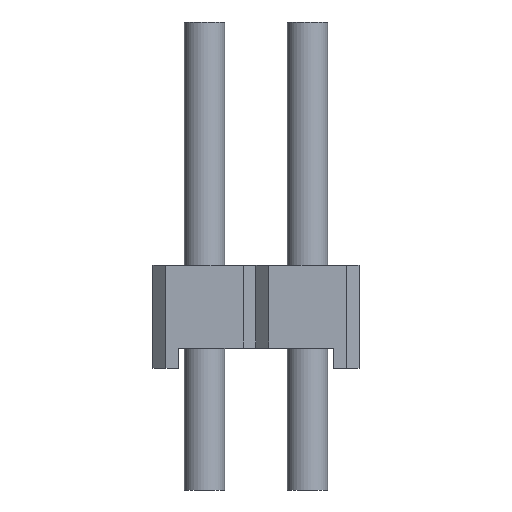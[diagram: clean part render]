
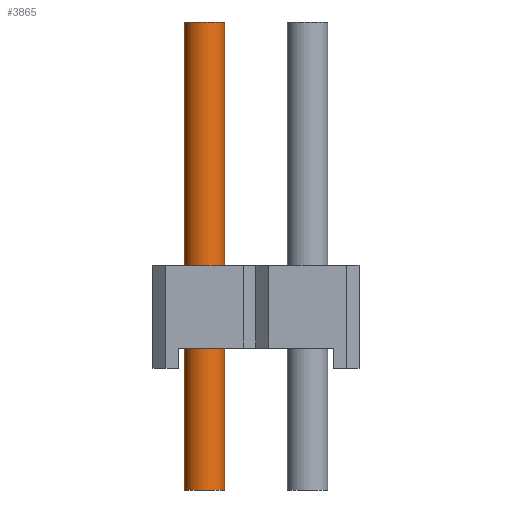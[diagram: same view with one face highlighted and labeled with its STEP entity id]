
A CAD part, left-side view. The second image highlights one B-rep face of the part: STEP entity #3865.
In plain terms, the highlighted cylindrical face has radius 0.5 mm (diameter 1 mm), a full revolution.
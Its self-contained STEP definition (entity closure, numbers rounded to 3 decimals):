
#2156=ORIENTED_EDGE('',*,*,#2704,.F.);
#2157=ORIENTED_EDGE('',*,*,#2705,.T.);
#2704=EDGE_CURVE('',#3070,#3070,#3184,.T.);
#2705=EDGE_CURVE('',#3071,#3071,#3185,.T.);
#3070=VERTEX_POINT('',#6417);
#3071=VERTEX_POINT('',#6419);
#3184=CIRCLE('',#4217,0.5);
#3185=CIRCLE('',#4218,0.5);
#3400=EDGE_LOOP('',(#2156));
#3401=EDGE_LOOP('',(#2157));
#3616=FACE_BOUND('',#3400,.T.);
#3617=FACE_BOUND('',#3401,.T.);
#3678=CYLINDRICAL_SURFACE('',#4216,0.5);
#3865=ADVANCED_FACE('',(#3616,#3617),#3678,.F.);
#4216=AXIS2_PLACEMENT_3D('',#6415,#5283,#5284);
#4217=AXIS2_PLACEMENT_3D('',#6416,#5285,#5286);
#4218=AXIS2_PLACEMENT_3D('',#6418,#5287,#5288);
#5283=DIRECTION('',(0.,0.,1.));
#5284=DIRECTION('',(1.,0.,0.));
#5285=DIRECTION('',(0.,0.,-1.));
#5286=DIRECTION('',(1.,0.,0.));
#5287=DIRECTION('',(0.,0.,-1.));
#5288=DIRECTION('',(1.,0.,0.));
#6415=CARTESIAN_POINT('',(0.,0.,0.));
#6416=CARTESIAN_POINT('',(0.,0.,11.54));
#6417=CARTESIAN_POINT('',(0.5,0.,11.54));
#6418=CARTESIAN_POINT('',(0.,0.,0.));
#6419=CARTESIAN_POINT('',(0.5,0.,0.));
